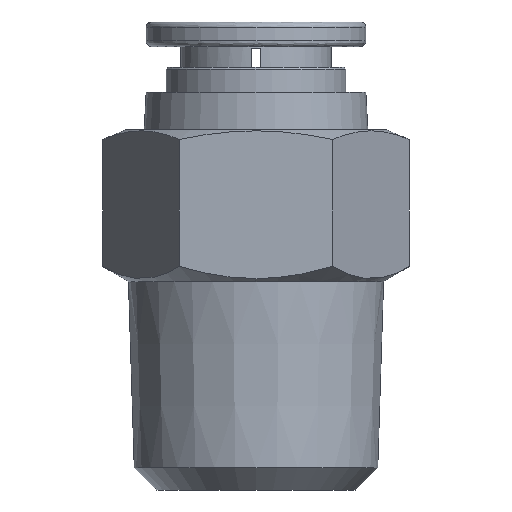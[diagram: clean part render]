
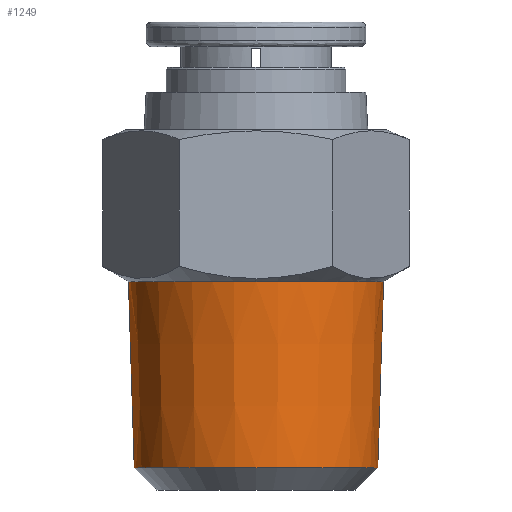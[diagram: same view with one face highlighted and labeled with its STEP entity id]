
A CAD part, front view. The second image highlights one B-rep face of the part: STEP entity #1249.
In plain terms, the highlighted conical face has half-angle 1.79 degrees and reference radius 6.734 mm.
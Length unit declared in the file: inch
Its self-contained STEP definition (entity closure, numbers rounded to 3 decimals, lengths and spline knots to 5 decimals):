
#2 = VECTOR ( 'NONE', #1699, 39.37008 ) ;
#217 = EDGE_CURVE ( 'NONE', #2854, #1194, #2909, .T. ) ;
#334 = CONICAL_SURFACE ( 'NONE', #1433, 0.26511, 0.031 ) ;
#422 = CARTESIAN_POINT ( 'NONE',  ( 1.44621, 1.1811, 0.43307 ) ) ;
#465 = VERTEX_POINT ( 'NONE', #422 ) ;
#469 = ORIENTED_EDGE ( 'NONE', *, *, #2982, .T. ) ;
#508 = CIRCLE ( 'NONE', #1006, 0.25301 ) ;
#515 = AXIS2_PLACEMENT_3D ( 'NONE', #2303, #1062, #2790 ) ;
#673 = CARTESIAN_POINT ( 'NONE',  ( 1.1811, 1.1811, 0.04577 ) ) ;
#679 = DIRECTION ( 'NONE',  ( 0., 0., -1. ) ) ;
#685 = EDGE_CURVE ( 'NONE', #465, #2854, #687, .T. ) ;
#687 = CIRCLE ( 'NONE', #1478, 0.26511 ) ;
#923 = DIRECTION ( 'NONE',  ( 1., 0., 0. ) ) ;
#1006 = AXIS2_PLACEMENT_3D ( 'NONE', #673, #2666, #2145 ) ;
#1045 = DIRECTION ( 'NONE',  ( 1., 0., 0. ) ) ;
#1062 = DIRECTION ( 'NONE',  ( 0., 0., -1. ) ) ;
#1079 = ORIENTED_EDGE ( 'NONE', *, *, #3076, .F. ) ;
#1194 = VERTEX_POINT ( 'NONE', #1824 ) ;
#1249 = ADVANCED_FACE ( 'NONE', ( #3130 ), #334, .T. ) ;
#1391 = EDGE_LOOP ( 'NONE', ( #1079, #469, #1767, #2000, #2432 ) ) ;
#1433 = AXIS2_PLACEMENT_3D ( 'NONE', #2741, #2013, #1045 ) ;
#1443 = VECTOR ( 'NONE', #3146, 39.37008 ) ;
#1472 = CARTESIAN_POINT ( 'NONE',  ( 1.43411, 1.1811, 0.04577 ) ) ;
#1478 = AXIS2_PLACEMENT_3D ( 'NONE', #2165, #679, #923 ) ;
#1699 = DIRECTION ( 'NONE',  ( -0.031, 0., 1. ) ) ;
#1767 = ORIENTED_EDGE ( 'NONE', *, *, #2170, .T. ) ;
#1824 = CARTESIAN_POINT ( 'NONE',  ( 0.91599, 1.1811, 0.43307 ) ) ;
#2000 = ORIENTED_EDGE ( 'NONE', *, *, #685, .T. ) ;
#2013 = DIRECTION ( 'NONE',  ( 0., 0., 1. ) ) ;
#2118 = VERTEX_POINT ( 'NONE', #1472 ) ;
#2145 = DIRECTION ( 'NONE',  ( 1., 0., 0. ) ) ;
#2155 = CARTESIAN_POINT ( 'NONE',  ( 1.1811, 0.91599, 0.43307 ) ) ;
#2165 = CARTESIAN_POINT ( 'NONE',  ( 1.1811, 1.1811, 0.43307 ) ) ;
#2170 = EDGE_CURVE ( 'NONE', #2118, #465, #2215, .T. ) ;
#2215 = LINE ( 'NONE', #2914, #1443 ) ;
#2303 = CARTESIAN_POINT ( 'NONE',  ( 1.1811, 1.1811, 0.43307 ) ) ;
#2319 = VERTEX_POINT ( 'NONE', #2917 ) ;
#2432 = ORIENTED_EDGE ( 'NONE', *, *, #217, .T. ) ;
#2452 = CARTESIAN_POINT ( 'NONE',  ( 0.91599, 1.1811, 0.43307 ) ) ;
#2666 = DIRECTION ( 'NONE',  ( 0., 0., 1. ) ) ;
#2674 = LINE ( 'NONE', #2452, #2 ) ;
#2741 = CARTESIAN_POINT ( 'NONE',  ( 1.1811, 1.1811, 0.43307 ) ) ;
#2790 = DIRECTION ( 'NONE',  ( 1., 0., 0. ) ) ;
#2854 = VERTEX_POINT ( 'NONE', #2155 ) ;
#2909 = CIRCLE ( 'NONE', #515, 0.26511 ) ;
#2914 = CARTESIAN_POINT ( 'NONE',  ( 1.44621, 1.1811, 0.43307 ) ) ;
#2917 = CARTESIAN_POINT ( 'NONE',  ( 0.9281, 1.1811, 0.04577 ) ) ;
#2982 = EDGE_CURVE ( 'NONE', #2319, #2118, #508, .T. ) ;
#3076 = EDGE_CURVE ( 'NONE', #2319, #1194, #2674, .T. ) ;
#3130 = FACE_OUTER_BOUND ( 'NONE', #1391, .T. ) ;
#3146 = DIRECTION ( 'NONE',  ( 0.031, 0., 1. ) ) ;
